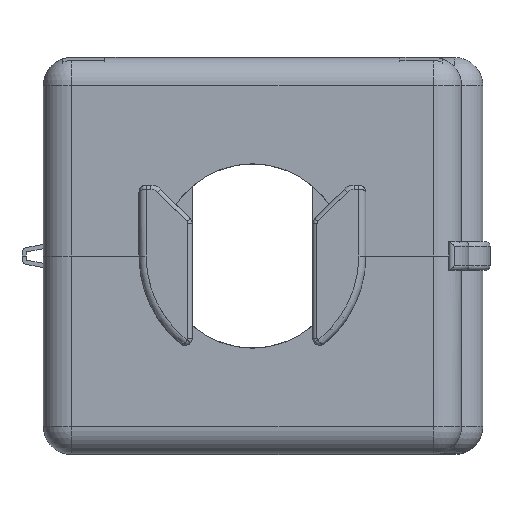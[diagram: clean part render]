
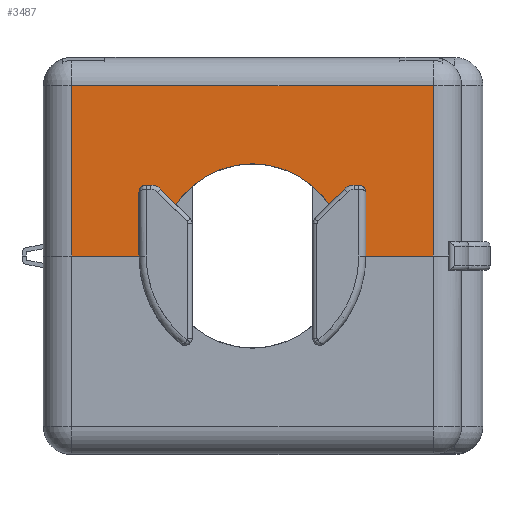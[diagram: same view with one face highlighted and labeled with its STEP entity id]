
A CAD part, left-side view. The second image highlights one B-rep face of the part: STEP entity #3487.
In plain terms, the highlighted face is planar.
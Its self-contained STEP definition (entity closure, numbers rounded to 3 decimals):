
#3487 = ADVANCED_FACE( '', ( #7246 ), #7247, .T. );
#7246 = FACE_OUTER_BOUND( '', #9731, .T. );
#7247 = PLANE( '', #9732 );
#9731 = EDGE_LOOP( '', ( #15913, #15914, #15915, #15916, #15917, #15918 ) );
#9732 = AXIS2_PLACEMENT_3D( '', #15919, #15920, #15921 );
#15913 = ORIENTED_EDGE( '', *, *, #20019, .F. );
#15914 = ORIENTED_EDGE( '', *, *, #20584, .F. );
#15915 = ORIENTED_EDGE( '', *, *, #20618, .F. );
#15916 = ORIENTED_EDGE( '', *, *, #20602, .T. );
#15917 = ORIENTED_EDGE( '', *, *, #20038, .T. );
#15918 = ORIENTED_EDGE( '', *, *, #20606, .T. );
#15919 = CARTESIAN_POINT( '', ( 15.5, -14.75, -14. ) );
#15920 = DIRECTION( '', ( 1., 0., 0. ) );
#15921 = DIRECTION( '', ( 0., 1., 0. ) );
#20019 = EDGE_CURVE( '', #23322, #23324, #23325, .T. );
#20038 = EDGE_CURVE( '', #23353, #23351, #23354, .T. );
#20584 = EDGE_CURVE( '', #24180, #23322, #24182, .T. );
#20602 = EDGE_CURVE( '', #24202, #23353, #24205, .F. );
#20606 = EDGE_CURVE( '', #23351, #23324, #24209, .T. );
#20618 = EDGE_CURVE( '', #24202, #24180, #24226, .T. );
#23322 = VERTEX_POINT( '', #27780 );
#23324 = VERTEX_POINT( '', #27783 );
#23325 = LINE( '', #27784, #27785 );
#23351 = VERTEX_POINT( '', #27821 );
#23353 = VERTEX_POINT( '', #27823 );
#23354 = LINE( '', #27824, #27825 );
#24180 = VERTEX_POINT( '', #29460 );
#24182 = CIRCLE( '', #29463, 6.5 );
#24202 = VERTEX_POINT( '', #29496 );
#24205 = LINE( '', #29499, #29500 );
#24209 = LINE( '', #29504, #29505 );
#24226 = LINE( '', #29528, #29529 );
#27780 = CARTESIAN_POINT( '', ( 15.5, 6.5, 0. ) );
#27783 = CARTESIAN_POINT( '', ( 15.5, 12.75, 0. ) );
#27784 = CARTESIAN_POINT( '', ( 15.5, -14.75, 0. ) );
#27785 = VECTOR( '', #30537, 1000. );
#27821 = CARTESIAN_POINT( '', ( 15.5, 12.75, -12. ) );
#27823 = CARTESIAN_POINT( '', ( 15.5, -12.75, -12. ) );
#27824 = CARTESIAN_POINT( '', ( 15.5, 14.75, -12. ) );
#27825 = VECTOR( '', #30583, 1000. );
#29460 = CARTESIAN_POINT( '', ( 15.5, -6.5, 0. ) );
#29463 = AXIS2_PLACEMENT_3D( '', #31072, #31073, #31074 );
#29496 = CARTESIAN_POINT( '', ( 15.5, -12.75, 0. ) );
#29499 = CARTESIAN_POINT( '', ( 15.5, -12.75, -14. ) );
#29500 = VECTOR( '', #31100, 1000. );
#29504 = CARTESIAN_POINT( '', ( 15.5, 12.75, -14. ) );
#29505 = VECTOR( '', #31110, 1000. );
#29528 = CARTESIAN_POINT( '', ( 15.5, -14.75, 0. ) );
#29529 = VECTOR( '', #31132, 1000. );
#30537 = DIRECTION( '', ( 0., 1., 0. ) );
#30583 = DIRECTION( '', ( 0., 1., 0. ) );
#31072 = CARTESIAN_POINT( '', ( 15.5, 0., 0. ) );
#31073 = DIRECTION( '', ( 1., 0., 0. ) );
#31074 = DIRECTION( '', ( 0., 1., 0. ) );
#31100 = DIRECTION( '', ( 0., 0., 1. ) );
#31110 = DIRECTION( '', ( 0., 0., 1. ) );
#31132 = DIRECTION( '', ( 0., 1., 0. ) );
